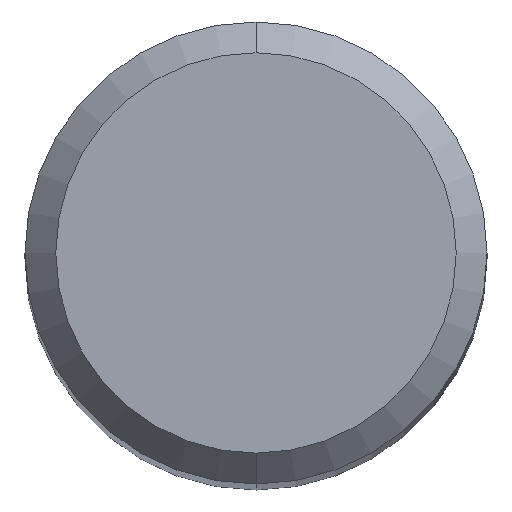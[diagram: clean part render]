
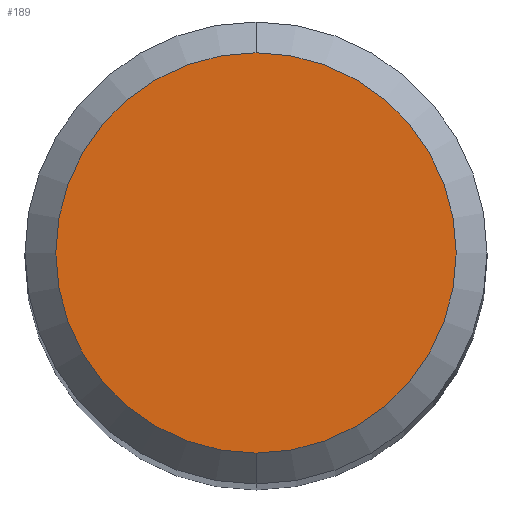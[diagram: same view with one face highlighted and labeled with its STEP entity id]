
A CAD part, top view. The second image highlights one B-rep face of the part: STEP entity #189.
In plain terms, the highlighted planar face has unit normal (0, 0, 1).
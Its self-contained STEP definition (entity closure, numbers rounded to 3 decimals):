
#107=EDGE_CURVE('',#207,#147,#261,.T.);
#147=VERTEX_POINT('',#304);
#189=ADVANCED_FACE('',(#351),#352,.T.);
#203=EDGE_CURVE('',#147,#207,#366,.T.);
#207=VERTEX_POINT('',#370);
#261=CIRCLE('',#422,2.6);
#304=CARTESIAN_POINT('',(0.0,2.6,0.0));
#351=FACE_OUTER_BOUND('',#540,.T.);
#352=PLANE('',#541);
#366=CIRCLE('',#561,2.6);
#370=CARTESIAN_POINT('',(0.,-2.6,0.0));
#422=AXIS2_PLACEMENT_3D('',#622,#623,#624);
#540=EDGE_LOOP('',(#729,#730));
#541=AXIS2_PLACEMENT_3D('',#731,#732,#733);
#561=AXIS2_PLACEMENT_3D('',#739,#740,#741);
#622=CARTESIAN_POINT('',(0.0,0.0,0.0));
#623=DIRECTION('',(0.0,0.0,-1.0));
#624=DIRECTION('',(0.0,1.0,0.0));
#729=ORIENTED_EDGE('',*,*,#203,.F.);
#730=ORIENTED_EDGE('',*,*,#107,.F.);
#731=CARTESIAN_POINT('',(0.0,1.3,0.0));
#732=DIRECTION('',(-0.0,0.0,1.0));
#733=DIRECTION('',(0.0,-1.0,0.0));
#739=CARTESIAN_POINT('',(0.0,0.0,0.0));
#740=DIRECTION('',(0.0,0.0,-1.0));
#741=DIRECTION('',(0.0,1.0,0.0));
